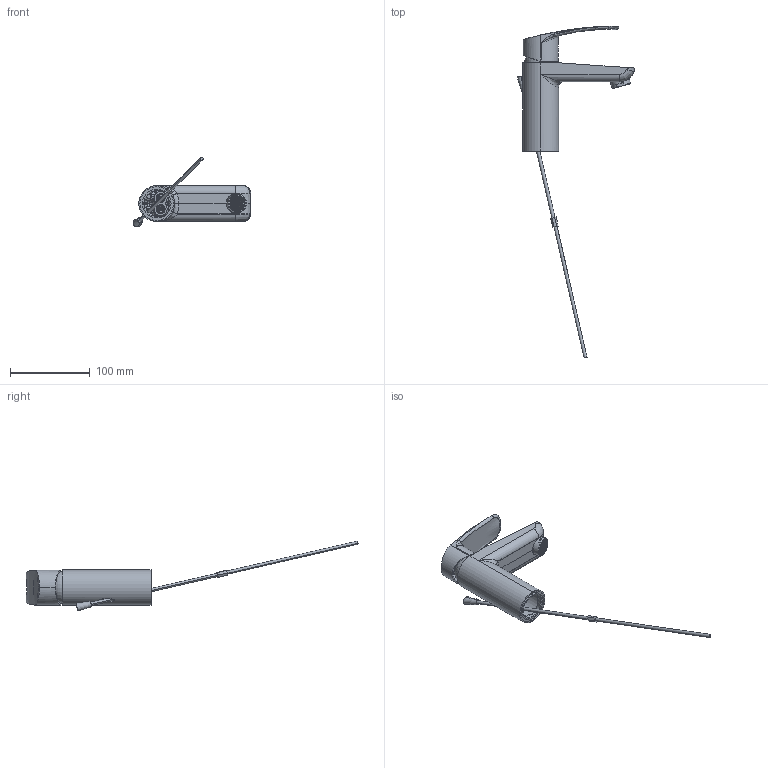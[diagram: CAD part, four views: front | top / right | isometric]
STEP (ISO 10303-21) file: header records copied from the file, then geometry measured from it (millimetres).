
FILE_DESCRIPTION (( 'STEP AP203' ), '1' );
FILE_NAME ('57AP08684.STEP', '2023-11-07T13:06:14', ( '' ), ( '' ), 'SwSTEP 2.0', 'SolidWorks 2021', '' );
FILE_SCHEMA (( 'CONFIG_CONTROL_DESIGN' ));
Length unit declared in the file: millimetre
Products named in the file (1): 57AP08684
Bounding box: 148.06 x 417.43 x 87.62 mm (x, y, z)
Volume: 110162 mm3; surface area: 92586.7 mm2
Topology: 10 solids, 10 shells, 1383 faces, 3747 edges, 2422 vertices
Faces by surface type: plane 956, cylinder 191, bspline 170, cone 56, torus 8, sphere 2
Entity records: 61619 total; most frequent: CARTESIAN_POINT 28094, ORIENTED_EDGE 7460, DIRECTION 6017, EDGE_CURVE 3730, VECTOR 2679, LINE 2679, VERTEX_POINT 2422, AXIS2_PLACEMENT_3D 1669
